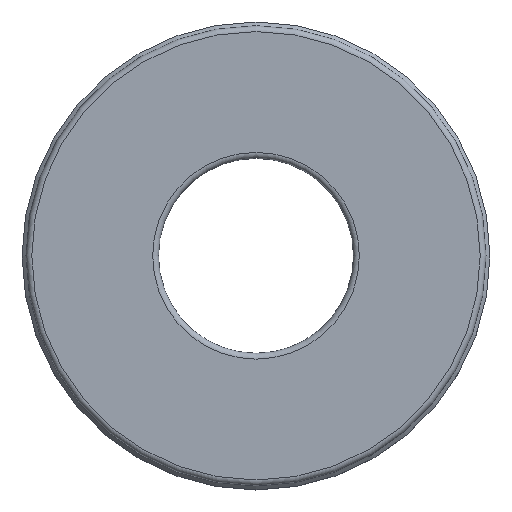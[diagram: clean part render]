
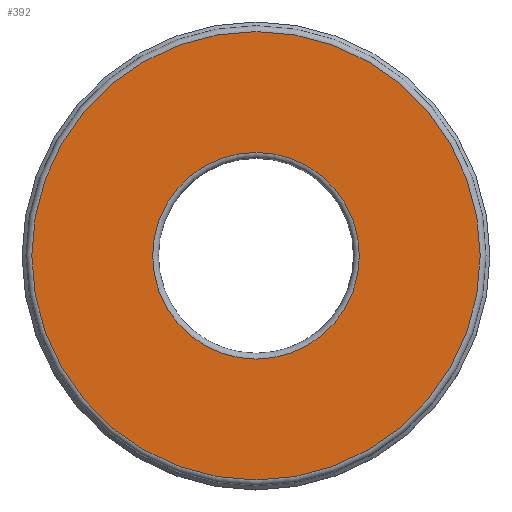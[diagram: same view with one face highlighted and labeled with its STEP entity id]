
A CAD part, top view. The second image highlights one B-rep face of the part: STEP entity #392.
In plain terms, the highlighted planar face has unit normal (0, 0, 1).
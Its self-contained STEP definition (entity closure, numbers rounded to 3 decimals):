
#22=FACE_BOUND('',#140,.T.);
#28=PLANE('',#482);
#106=FACE_OUTER_BOUND('',#139,.T.);
#139=EDGE_LOOP('',(#355));
#140=EDGE_LOOP('',(#356));
#164=CIRCLE('',#459,2.65);
#178=CIRCLE('',#479,5.75);
#207=VERTEX_POINT('',#706);
#218=VERTEX_POINT('',#740);
#246=EDGE_CURVE('',#207,#207,#164,.T.);
#264=EDGE_CURVE('',#218,#218,#178,.T.);
#355=ORIENTED_EDGE('',*,*,#264,.F.);
#356=ORIENTED_EDGE('',*,*,#246,.T.);
#392=ADVANCED_FACE('',(#106,#22),#28,.T.);
#459=AXIS2_PLACEMENT_3D('',#707,#576,#577);
#479=AXIS2_PLACEMENT_3D('',#742,#620,#621);
#482=AXIS2_PLACEMENT_3D('',#745,#626,#627);
#576=DIRECTION('center_axis',(0.,0.,-1.));
#577=DIRECTION('ref_axis',(1.,0.,0.));
#620=DIRECTION('center_axis',(0.,0.,-1.));
#621=DIRECTION('ref_axis',(1.,0.,0.));
#626=DIRECTION('center_axis',(0.,0.,1.));
#627=DIRECTION('ref_axis',(-1.,0.,0.));
#706=CARTESIAN_POINT('',(0.,-2.65,4.));
#707=CARTESIAN_POINT('Origin',(0.,0.,4.));
#740=CARTESIAN_POINT('',(0.,-5.75,4.));
#742=CARTESIAN_POINT('Origin',(0.,0.,4.));
#745=CARTESIAN_POINT('Origin',(4.2,0.,4.));
